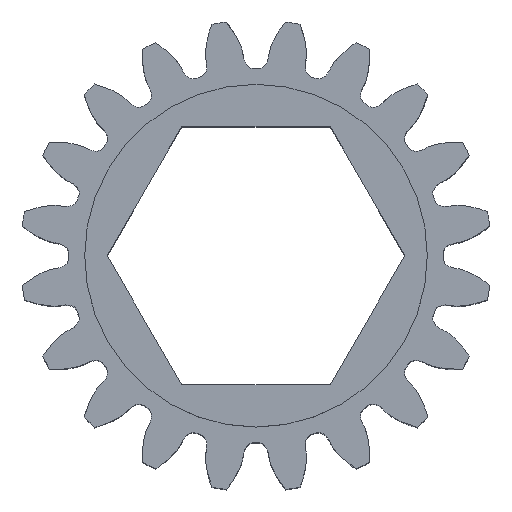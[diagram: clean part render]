
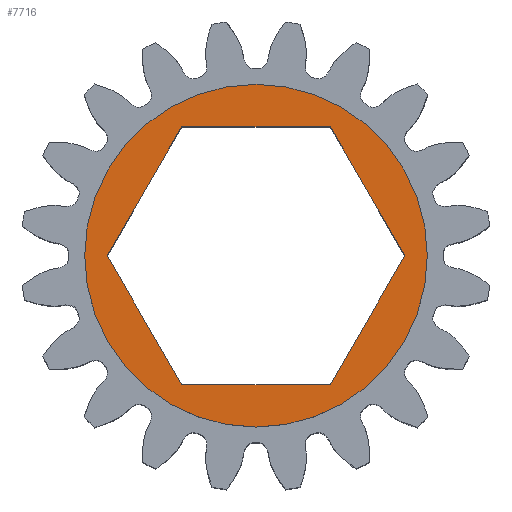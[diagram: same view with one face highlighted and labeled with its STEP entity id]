
A CAD part, top view. The second image highlights one B-rep face of the part: STEP entity #7716.
In plain terms, the highlighted planar face has unit normal (0, 0, 1).
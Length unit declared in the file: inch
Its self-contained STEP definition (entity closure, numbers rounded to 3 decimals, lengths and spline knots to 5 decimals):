
#153 = EDGE_CURVE ( 'NONE', #3953, #8723, #997, .T. ) ;
#261 = VERTEX_POINT ( 'NONE', #8441 ) ;
#281 = CIRCLE ( 'NONE', #3102, 0.25 ) ;
#583 = DIRECTION ( 'NONE',  ( 0., 0., -1. ) ) ;
#630 = CARTESIAN_POINT ( 'NONE',  ( 0., 0.25, 0.25001 ) ) ;
#675 = CARTESIAN_POINT ( 'NONE',  ( 0., 0., 0.25001 ) ) ;
#700 = AXIS2_PLACEMENT_3D ( 'NONE', #675, #7091, #720 ) ;
#720 = DIRECTION ( 'NONE',  ( 1., 0., 0. ) ) ;
#997 = CIRCLE ( 'NONE', #700, 0.25 ) ;
#1023 = VECTOR ( 'NONE', #1633, 39.37008 ) ;
#1176 = ORIENTED_EDGE ( 'NONE', *, *, #5107, .F. ) ;
#1234 = FACE_BOUND ( 'NONE', #7843, .T. ) ;
#1335 = DIRECTION ( 'NONE',  ( -1., 0., 0. ) ) ;
#1372 = CARTESIAN_POINT ( 'NONE',  ( 0., 0., 0.25001 ) ) ;
#1426 = ORIENTED_EDGE ( 'NONE', *, *, #6506, .T. ) ;
#1584 = LINE ( 'NONE', #6561, #2656 ) ;
#1633 = DIRECTION ( 'NONE',  ( -0.5, 0.866, 0. ) ) ;
#1771 = VECTOR ( 'NONE', #4533, 39.37008 ) ;
#1997 = DIRECTION ( 'NONE',  ( 1., 0., 0. ) ) ;
#2024 = DIRECTION ( 'NONE',  ( -1., 0., 0. ) ) ;
#2058 = VECTOR ( 'NONE', #1335, 39.37008 ) ;
#2209 = VERTEX_POINT ( 'NONE', #8356 ) ;
#2347 = LINE ( 'NONE', #3177, #1771 ) ;
#2546 = DIRECTION ( 'NONE',  ( -0.5, -0.866, 0. ) ) ;
#2635 = FACE_OUTER_BOUND ( 'NONE', #7238, .T. ) ;
#2656 = VECTOR ( 'NONE', #4250, 39.37008 ) ;
#2765 = CARTESIAN_POINT ( 'NONE',  ( 0.21708, 0., 0.25001 ) ) ;
#3102 = AXIS2_PLACEMENT_3D ( 'NONE', #1372, #7563, #9084 ) ;
#3177 = CARTESIAN_POINT ( 'NONE',  ( -0.21708, 0., 0.25001 ) ) ;
#3271 = VECTOR ( 'NONE', #1997, 39.37008 ) ;
#3482 = CARTESIAN_POINT ( 'NONE',  ( 0.10854, -0.188, 0.25001 ) ) ;
#3630 = CARTESIAN_POINT ( 'NONE',  ( -0.25, 0., 0.25001 ) ) ;
#3658 = VERTEX_POINT ( 'NONE', #3697 ) ;
#3696 = AXIS2_PLACEMENT_3D ( 'NONE', #630, #583, #2024 ) ;
#3697 = CARTESIAN_POINT ( 'NONE',  ( 0.10854, 0.188, 0.25001 ) ) ;
#3842 = CARTESIAN_POINT ( 'NONE',  ( -0.10854, 0.188, 0.25001 ) ) ;
#3856 = EDGE_CURVE ( 'NONE', #8186, #7517, #1584, .T. ) ;
#3953 = VERTEX_POINT ( 'NONE', #4050 ) ;
#4013 = ORIENTED_EDGE ( 'NONE', *, *, #6198, .F. ) ;
#4050 = CARTESIAN_POINT ( 'NONE',  ( 0.25, 0., 0.25001 ) ) ;
#4087 = ORIENTED_EDGE ( 'NONE', *, *, #5996, .F. ) ;
#4250 = DIRECTION ( 'NONE',  ( 0.5, 0.866, 0. ) ) ;
#4533 = DIRECTION ( 'NONE',  ( -0.5, 0.866, 0. ) ) ;
#5107 = EDGE_CURVE ( 'NONE', #7517, #3658, #8004, .T. ) ;
#5109 = ORIENTED_EDGE ( 'NONE', *, *, #7541, .F. ) ;
#5398 = VERTEX_POINT ( 'NONE', #8799 ) ;
#5411 = ORIENTED_EDGE ( 'NONE', *, *, #153, .F. ) ;
#5446 = LINE ( 'NONE', #8361, #3271 ) ;
#5732 = CARTESIAN_POINT ( 'NONE',  ( 0.21708, 0., 0.25001 ) ) ;
#5996 = EDGE_CURVE ( 'NONE', #3658, #5398, #6359, .T. ) ;
#6198 = EDGE_CURVE ( 'NONE', #5398, #261, #8858, .T. ) ;
#6359 = LINE ( 'NONE', #8446, #2058 ) ;
#6506 = EDGE_CURVE ( 'NONE', #2209, #261, #2347, .T. ) ;
#6561 = CARTESIAN_POINT ( 'NONE',  ( 0.10854, -0.188, 0.25001 ) ) ;
#6658 = VECTOR ( 'NONE', #2546, 39.37008 ) ;
#7091 = DIRECTION ( 'NONE',  ( 0., 0., -1. ) ) ;
#7238 = EDGE_LOOP ( 'NONE', ( #5411, #5109 ) ) ;
#7517 = VERTEX_POINT ( 'NONE', #2765 ) ;
#7541 = EDGE_CURVE ( 'NONE', #8723, #3953, #281, .T. ) ;
#7563 = DIRECTION ( 'NONE',  ( 0., 0., -1. ) ) ;
#7716 = ADVANCED_FACE ( 'NONE', ( #2635, #1234 ), #8485, .F. ) ;
#7843 = EDGE_LOOP ( 'NONE', ( #8229, #8087, #1426, #4013, #4087, #1176 ) ) ;
#8004 = LINE ( 'NONE', #5732, #1023 ) ;
#8087 = ORIENTED_EDGE ( 'NONE', *, *, #8997, .F. ) ;
#8186 = VERTEX_POINT ( 'NONE', #3482 ) ;
#8229 = ORIENTED_EDGE ( 'NONE', *, *, #3856, .F. ) ;
#8356 = CARTESIAN_POINT ( 'NONE',  ( -0.10854, -0.188, 0.25001 ) ) ;
#8361 = CARTESIAN_POINT ( 'NONE',  ( 0., -0.188, 0.25001 ) ) ;
#8441 = CARTESIAN_POINT ( 'NONE',  ( -0.21708, 0., 0.25001 ) ) ;
#8446 = CARTESIAN_POINT ( 'NONE',  ( 0., 0.188, 0.25001 ) ) ;
#8485 = PLANE ( 'NONE',  #3696 ) ;
#8723 = VERTEX_POINT ( 'NONE', #3630 ) ;
#8799 = CARTESIAN_POINT ( 'NONE',  ( -0.10854, 0.188, 0.25001 ) ) ;
#8858 = LINE ( 'NONE', #3842, #6658 ) ;
#8997 = EDGE_CURVE ( 'NONE', #2209, #8186, #5446, .T. ) ;
#9084 = DIRECTION ( 'NONE',  ( 1., 0., 0. ) ) ;
